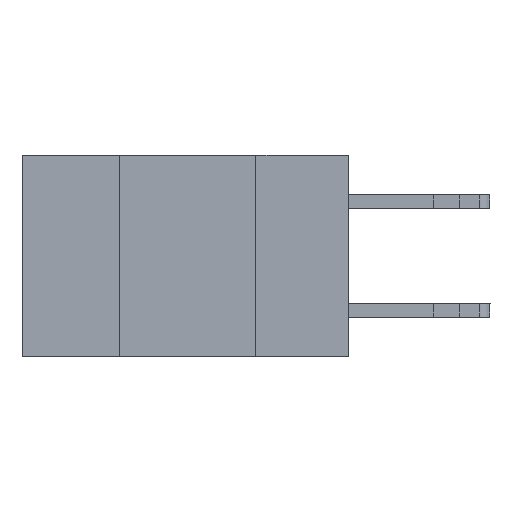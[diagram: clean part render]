
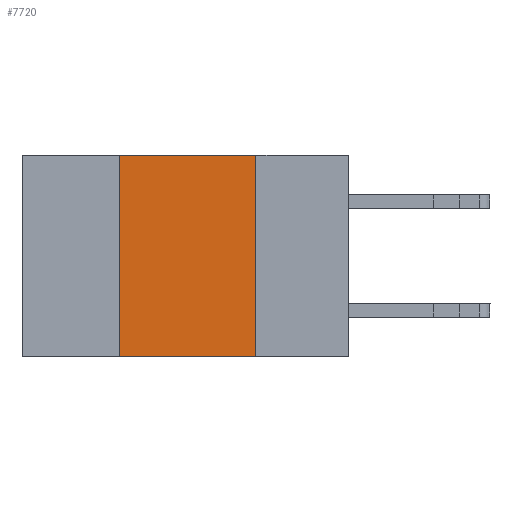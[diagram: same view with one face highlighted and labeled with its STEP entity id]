
A CAD part, left-side view. The second image highlights one B-rep face of the part: STEP entity #7720.
In plain terms, the highlighted planar face has unit normal (-1, 0, 0).
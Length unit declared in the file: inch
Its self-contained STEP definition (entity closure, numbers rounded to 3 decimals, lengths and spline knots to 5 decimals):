
#33 = EDGE_CURVE ( 'NONE', #11448, #34, #14259, .T. ) ;
#34 = VERTEX_POINT ( 'NONE', #4831 ) ;
#898 = VECTOR ( 'NONE', #6504, 39.37008 ) ;
#1273 = EDGE_CURVE ( 'NONE', #3244, #8794, #5327, .T. ) ;
#1437 = CARTESIAN_POINT ( 'NONE',  ( 0., 0.17, 0. ) ) ;
#2122 = LINE ( 'NONE', #7781, #20696 ) ;
#3072 = CARTESIAN_POINT ( 'NONE',  ( 0., 0.6, 0. ) ) ;
#3183 = CARTESIAN_POINT ( 'NONE',  ( 0., 0.6, 0. ) ) ;
#3244 = VERTEX_POINT ( 'NONE', #19611 ) ;
#4831 = CARTESIAN_POINT ( 'NONE',  ( 0., 0.17, 0. ) ) ;
#5214 = EDGE_CURVE ( 'NONE', #3244, #11448, #2122, .T. ) ;
#5247 = ORIENTED_EDGE ( 'NONE', *, *, #1273, .T. ) ;
#5327 = LINE ( 'NONE', #19458, #898 ) ;
#6347 = DIRECTION ( 'NONE',  ( 1., 0., 0. ) ) ;
#6504 = DIRECTION ( 'NONE',  ( 0., -1., 0. ) ) ;
#7720 = ADVANCED_FACE ( 'NONE', ( #16503 ), #8084, .F. ) ;
#7781 = CARTESIAN_POINT ( 'NONE',  ( 0., 0.42, 0. ) ) ;
#8049 = ORIENTED_EDGE ( 'NONE', *, *, #5214, .F. ) ;
#8084 = PLANE ( 'NONE',  #16000 ) ;
#8454 = ORIENTED_EDGE ( 'NONE', *, *, #33, .F. ) ;
#8794 = VERTEX_POINT ( 'NONE', #17717 ) ;
#9382 = LINE ( 'NONE', #1437, #20096 ) ;
#11394 = DIRECTION ( 'NONE',  ( 0., 0., -1. ) ) ;
#11448 = VERTEX_POINT ( 'NONE', #12012 ) ;
#11675 = DIRECTION ( 'NONE',  ( 0., 0., -1. ) ) ;
#12012 = CARTESIAN_POINT ( 'NONE',  ( 0., 0.42, 0. ) ) ;
#14259 = LINE ( 'NONE', #3072, #18970 ) ;
#14803 = DIRECTION ( 'NONE',  ( 0., -1., 0. ) ) ;
#16000 = AXIS2_PLACEMENT_3D ( 'NONE', #3183, #6347, #11394 ) ;
#16503 = FACE_OUTER_BOUND ( 'NONE', #21466, .T. ) ;
#17679 = DIRECTION ( 'NONE',  ( 0., 0., 1. ) ) ;
#17717 = CARTESIAN_POINT ( 'NONE',  ( 0., 0.17, -0.37 ) ) ;
#18521 = ORIENTED_EDGE ( 'NONE', *, *, #20250, .F. ) ;
#18970 = VECTOR ( 'NONE', #14803, 39.37008 ) ;
#19458 = CARTESIAN_POINT ( 'NONE',  ( 0., 0.6, -0.37 ) ) ;
#19611 = CARTESIAN_POINT ( 'NONE',  ( 0., 0.42, -0.37 ) ) ;
#20096 = VECTOR ( 'NONE', #11675, 39.37008 ) ;
#20250 = EDGE_CURVE ( 'NONE', #34, #8794, #9382, .T. ) ;
#20696 = VECTOR ( 'NONE', #17679, 39.37008 ) ;
#21466 = EDGE_LOOP ( 'NONE', ( #18521, #8454, #8049, #5247 ) ) ;
